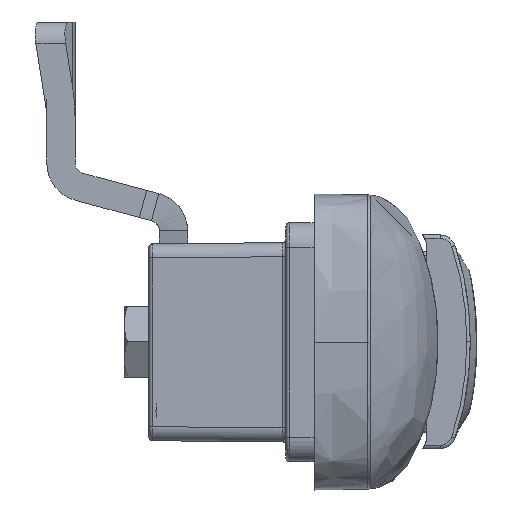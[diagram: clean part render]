
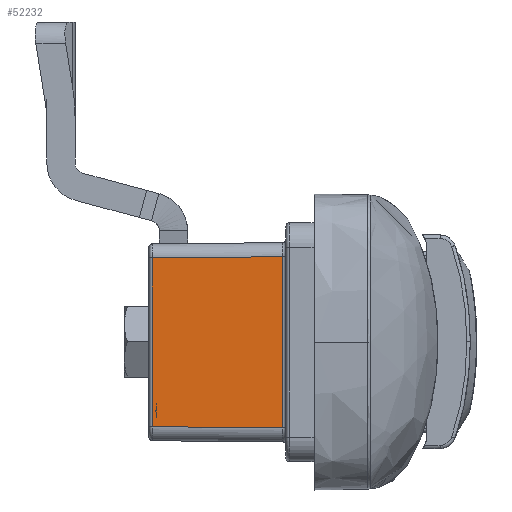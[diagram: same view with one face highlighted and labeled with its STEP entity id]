
A CAD part, front view. The second image highlights one B-rep face of the part: STEP entity #52232.
In plain terms, the highlighted planar face has unit normal (-0.009, -1, 0).
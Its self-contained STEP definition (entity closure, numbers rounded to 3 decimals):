
#52232=ADVANCED_FACE('',(#56241),#56242,.T.);
#56241=FACE_OUTER_BOUND('',#93705,.T.);
#56242=PLANE('',#93706);
#93705=EDGE_LOOP('',(#110483,#110484,#110485,#110486));
#93706=AXIS2_PLACEMENT_3D('',#110487,#110488,#110489);
#110483=ORIENTED_EDGE('',*,*,#119079,.F.);
#110484=ORIENTED_EDGE('',*,*,#119016,.T.);
#110485=ORIENTED_EDGE('',*,*,#119073,.T.);
#110486=ORIENTED_EDGE('',*,*,#119080,.F.);
#110487=CARTESIAN_POINT('',(-92.28,-71.211,-24.715));
#110488=DIRECTION('',(-0.009,-1.,0.));
#110489=DIRECTION('',(-1.,0.009,0.0));
#119016=EDGE_CURVE('',#133594,#133595,#133596,.T.);
#119073=EDGE_CURVE('',#133595,#133639,#133702,.T.);
#119079=EDGE_CURVE('',#133594,#133706,#133711,.T.);
#119080=EDGE_CURVE('',#133706,#133639,#133712,.T.);
#133594=VERTEX_POINT('',#180407);
#133595=VERTEX_POINT('',#180408);
#133596=LINE('',#180409,#180410);
#133639=VERTEX_POINT('',#180624);
#133702=LINE('',#180779,#180780);
#133706=VERTEX_POINT('',#180809);
#133711=LINE('',#180831,#180832);
#133712=LINE('',#180833,#180834);
#180407=CARTESIAN_POINT('',(-73.276,-71.377,-49.381));
#180408=CARTESIAN_POINT('',(-73.276,-71.377,-25.049));
#180409=CARTESIAN_POINT('',(-73.276,-71.377,-24.715));
#180410=VECTOR('',#191453,1.0);
#180624=CARTESIAN_POINT('',(-91.785,-71.215,-25.21));
#180779=CARTESIAN_POINT('',(-73.276,-71.377,-25.049));
#180780=VECTOR('',#191529,1.0);
#180809=CARTESIAN_POINT('',(-91.785,-71.215,-49.219));
#180831=CARTESIAN_POINT('',(-92.708,-71.207,-49.211));
#180832=VECTOR('',#191537,1.0);
#180833=CARTESIAN_POINT('',(-91.785,-71.215,-24.715));
#180834=VECTOR('',#191538,1.0);
#191453=DIRECTION('',(0.,0.,1.0));
#191529=DIRECTION('',(-1.,0.009,-0.009));
#191537=DIRECTION('',(-1.,0.009,0.009));
#191538=DIRECTION('',(0.,0.,1.0));
